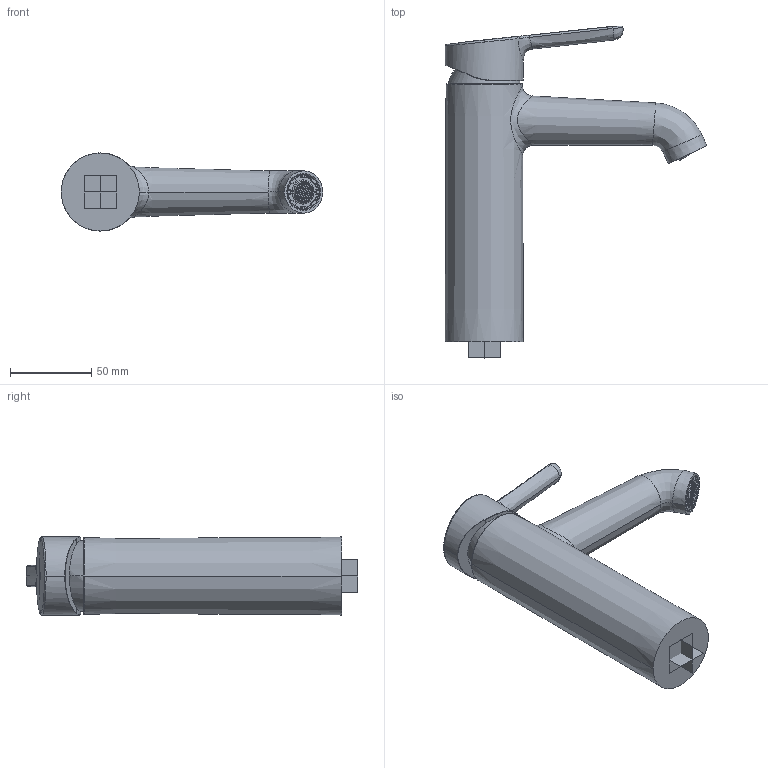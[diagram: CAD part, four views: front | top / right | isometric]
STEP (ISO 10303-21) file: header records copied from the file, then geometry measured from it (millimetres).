
FILE_DESCRIPTION((''),'2;1');
FILE_NAME('TVW116004000_3DPL','2025-06-03T13:51:37',('LazarovP'),(''),'CREO PARAMETRIC BY PTC INC, 2024253','CREO PARAMETRIC BY PTC INC, 2024253','');
FILE_SCHEMA(('AP242_MANAGED_MODEL_BASED_3D_ENGINEERING_MIM_LF { 1 0 10303 442 1 1 4 }'));
Length unit declared in the file: millimetre
Products named in the file (1): TVW116004000_3DPL
Bounding box: 160.78 x 204.08 x 48 mm (x, y, z)
Volume: 401589.1 mm3; surface area: 45522.5 mm2
Topology: 1 solids, 4 shells, 1069 faces, 2858 edges, 1885 vertices
Faces by surface type: cylinder 462, plane 358, extrusion 112, bspline 100, torus 25, cone 10, sphere 2
Entity records: 50714 total; most frequent: CARTESIAN_POINT 18292, ORIENTED_EDGE 5704, DIRECTION 3694, EDGE_CURVE 2858, VERTEX_POINT 1885, VECTOR 1536, LINE 1424, B_SPLINE_CURVE_WITH_KNOTS 1326
